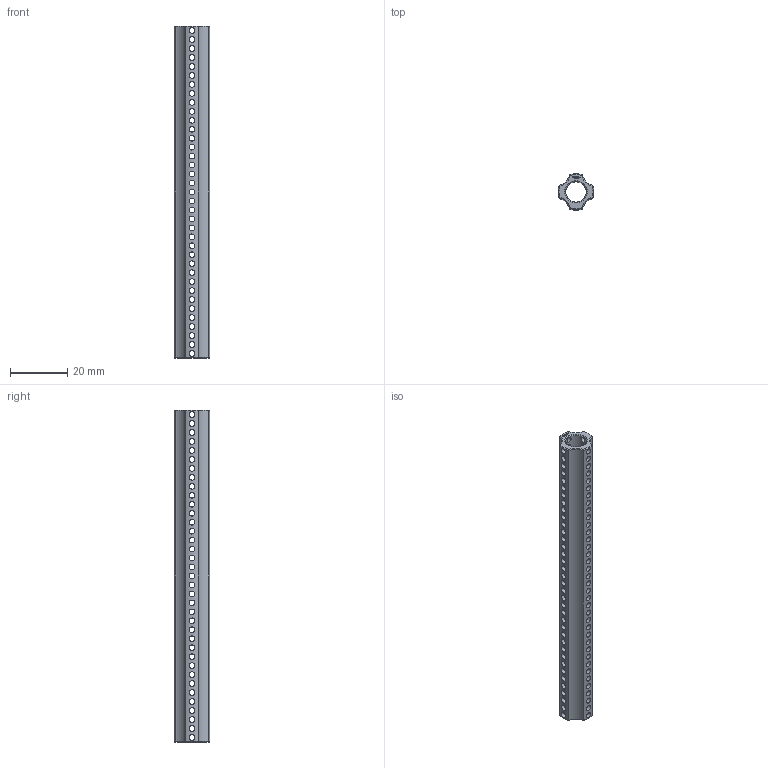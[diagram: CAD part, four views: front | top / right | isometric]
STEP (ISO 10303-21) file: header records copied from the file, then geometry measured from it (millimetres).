
FILE_DESCRIPTION(('FreeCAD Model'),'2;1');
FILE_NAME('Open CASCADE Shape Model','2024-02-18T17:22:06',(''),(''), 'Open CASCADE STEP processor 7.6','FreeCAD','Unknown');
FILE_SCHEMA(('AUTOMOTIVE_DESIGN { 1 0 10303 214 1 1 1 1 }'));
Length unit declared in the file: millimetre
Products named in the file (1): Power-Transmission Hub PLN IDX FRE BU09.25 - SPN-PTH-0136 
(stemfie.org)
Bounding box: 12.5 x 12.5 x 115.62 mm (x, y, z)
Volume: 6242.4 mm3; surface area: 8866.7 mm2
Topology: 1 solids, 1 shells, 654 faces, 2030 edges, 1372 vertices
Faces by surface type: plane 317, extrusion 162, cylinder 157, cone 18
Full cylindrical faces by diameter (mm): 2 x148, 7.2 x1
Entity records: 91797 total; most frequent: CARTESIAN_POINT 54696, DIRECTION 5278, VECTOR 4170, ORIENTED_EDGE 4060, PCURVE 4060, DEFINITIONAL_REPRESENTATION 4060, LINE 4008, B_SPLINE_CURVE_WITH_KNOTS 2174
